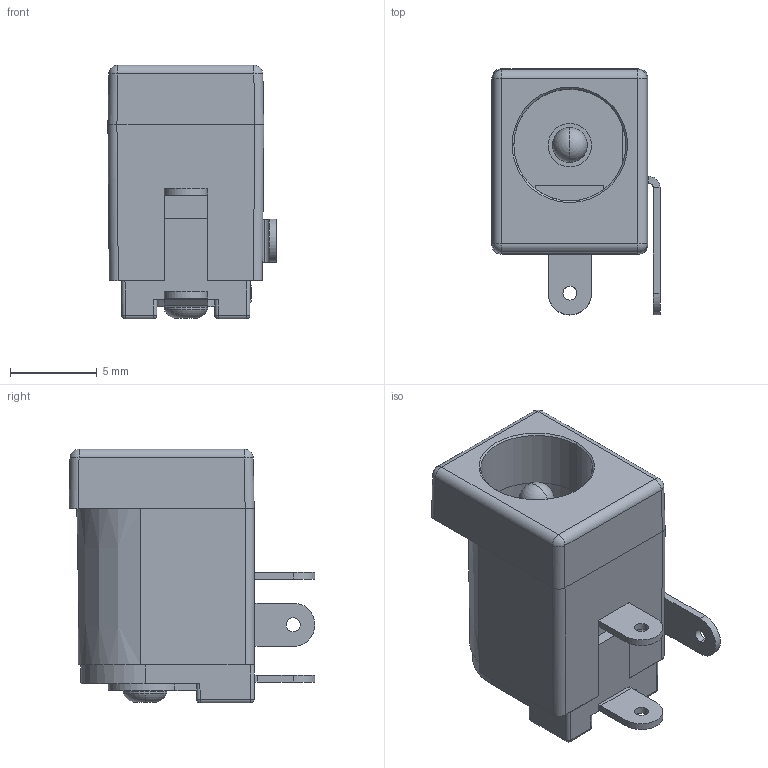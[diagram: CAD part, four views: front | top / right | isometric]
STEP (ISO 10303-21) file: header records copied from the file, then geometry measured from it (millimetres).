
FILE_DESCRIPTION (( 'STEP AP214' ), '1' );
FILE_NAME ('FC68148.STEP', '2021-07-20T06:02:28', ( '' ), ( '' ), 'SwSTEP 2.0', 'SolidWorks 2018', '' );
FILE_SCHEMA (( 'AUTOMOTIVE_DESIGN' ));
Length unit declared in the file: millimetre
Products named in the file (1): FC68148
Bounding box: 9.69 x 14.16 x 14.62 mm (x, y, z)
Volume: 702.9 mm3; surface area: 1560.9 mm2
Topology: 7 solids, 7 shells, 201 faces, 475 edges, 277 vertices
Faces by surface type: plane 109, cylinder 66, sphere 14, torus 8, cone 4
Entity records: 7896 total; most frequent: CARTESIAN_POINT 1001, DIRECTION 987, ORIENTED_EDGE 920, EDGE_CURVE 460, AXIS2_PLACEMENT_3D 344, VECTOR 299, LINE 299, VERTEX_POINT 276
